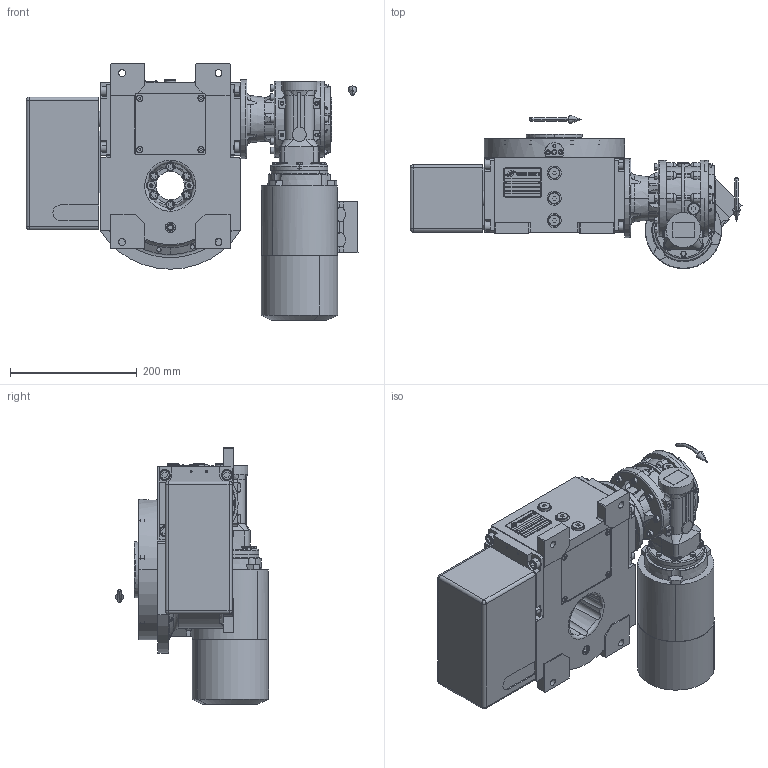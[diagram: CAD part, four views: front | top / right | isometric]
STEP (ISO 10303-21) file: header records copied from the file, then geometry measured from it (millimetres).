
FILE_DESCRIPTION (( 'STEP AP203' ), '1' );
FILE_NAME ('PC5201940.step', '2026-03-17T10:33:25', ( '' ), ( '' ), 'SwSTEP 2.0', 'SolidWorks 2020', '' );
FILE_SCHEMA (( 'CONFIG_CONTROL_DESIGN' ));
Length unit declared in the file: millimetre
Products named in the file (86): cfn2000_01_103; cfn2070_05_005; cfn2000_01_151; cfn2128_19_002; RIG06_021_AF0.stp; cfn2115_02_165; cfn2000_01_126; AS_rig06_016; 900_38_30_003; cfn2077_01_018; AS_900_38_30_003; cfn2000_01_124; cfn2107_01_001; AS_cfn2476_01_002_60x46; CFN2010_01_012.stp; rig06_005_n_01; AS_rig06_004; cfn2128_04_004; CFN2356_03_047.stp; cfn2003_01_054; rig06_004; rig06_002_bl_010; CFN2223_01-570X6-B.stp; rig06_007_master; CFN2010_02_002.stp; freccia_angolare_albero; freccia_angolare; cfn2104_01_016; cfn2000_01_161; cfn2205_01_013; cfn2151_01_090; AS_rig06_071_8_m; 3_04_130_00; AS_rig06_004_s_001; cfn2158_01_010; AS_rig06_002_bl_010; rig06_003_8; cfn2115_02_161; rig06_017; AS_3_04_130_00 ...
Assembly tree (78 placements, depth 5):
  cfn2115_02_165
  cfn2077_01_018
  CFN2010_01_012.stp
  CFN2356_03_047.stp
  CFN2223_01-570X6-B.stp
Bounding box: 524.63 x 241.99 x 405.99 mm (x, y, z)
Volume: 8581654.3 mm3; surface area: 1227453.7 mm2
Topology: 68 solids, 70 shells, 3627 faces, 9173 edges, 5852 vertices
Faces by surface type: plane 1631, cylinder 1239, cone 556, torus 171, bspline 20, sphere 10
Entity records: 128146 total; most frequent: CARTESIAN_POINT 34382, DIRECTION 17870, ORIENTED_EDGE 17550, EDGE_CURVE 8775, AXIS2_PLACEMENT_3D 6511, VERTEX_POINT 5671, LINE 4848, VECTOR 4848
